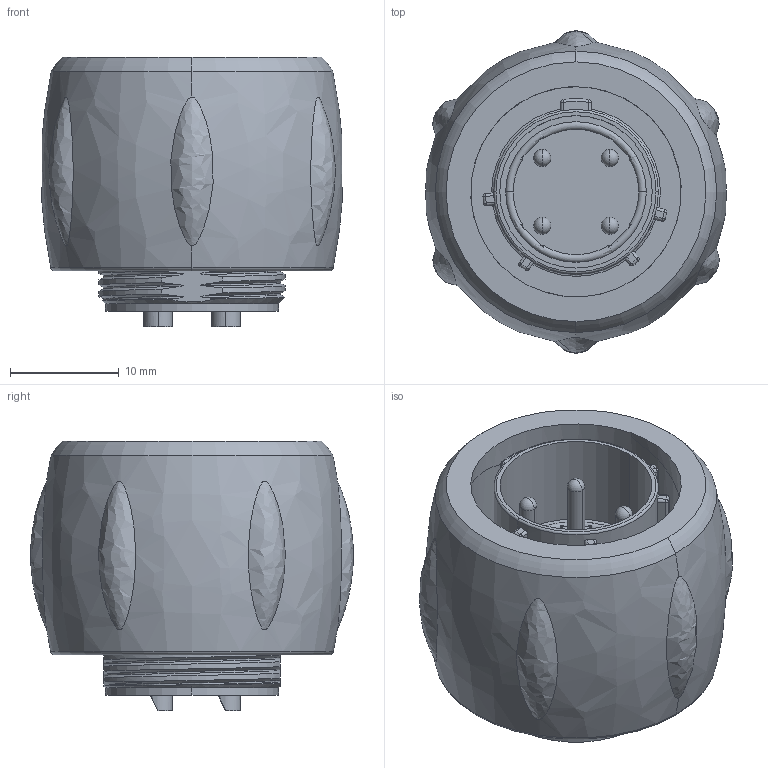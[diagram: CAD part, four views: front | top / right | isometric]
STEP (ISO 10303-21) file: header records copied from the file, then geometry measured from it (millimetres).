
FILE_DESCRIPTION((''),'2;1');
FILE_NAME('UTS612E4P-CATA','2011-04-15T',('jfeurprier'),('SOURIAU'),'PRO/ENGINEER BY PARAMETRIC TECHNOLOGY CORPORATION, 2010140','PRO/ENGINEER BY PARAMETRIC TECHNOLOGY CORPORATION, 2010140','');
FILE_SCHEMA(('CONFIG_CONTROL_DESIGN'));
Length unit declared in the file: millimetre
Products named in the file (1): UTS612E4P-CATA
Bounding box: 27.57 x 29.66 x 24.79 mm (x, y, z)
Volume: 8340.6 mm3; surface area: 5901.8 mm2
Topology: 2 solids, 2 shells, 237 faces, 607 edges, 389 vertices
Faces by surface type: cylinder 77, plane 53, bspline 50, torus 27, sphere 18, cone 12
Entity records: 12309 total; most frequent: CARTESIAN_POINT 6937, ORIENTED_EDGE 1198, DIRECTION 983, EDGE_CURVE 599, AXIS2_PLACEMENT_3D 417, VERTEX_POINT 389, EDGE_LOOP 262, FACE_OUTER_BOUND 237
